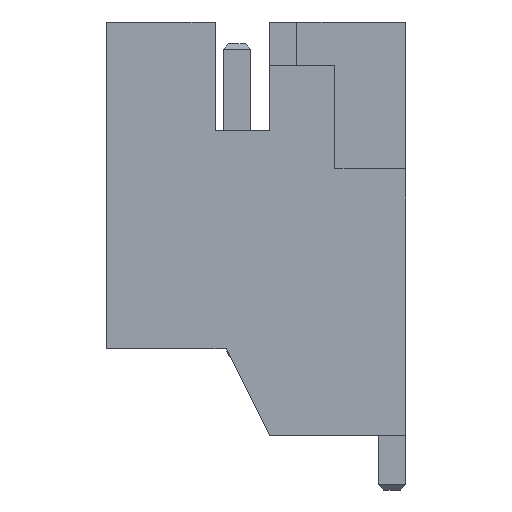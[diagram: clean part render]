
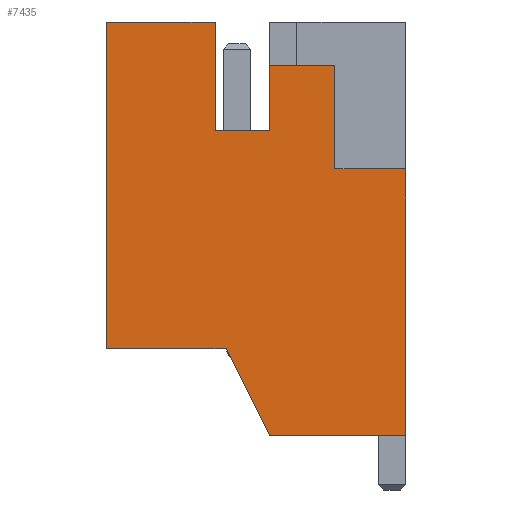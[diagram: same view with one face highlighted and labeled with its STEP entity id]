
A CAD part, left-side view. The second image highlights one B-rep face of the part: STEP entity #7435.
In plain terms, the highlighted planar face has unit normal (-1, 0, 0).
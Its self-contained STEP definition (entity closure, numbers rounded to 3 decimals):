
#229=FACE_OUTER_BOUND('',#651,.T.);
#651=EDGE_LOOP('',(#4967,#4968,#4969,#4970,#4971,#4972,#4973,#4974,#4975,
#4976,#4977,#4978));
#1081=LINE('',#10427,#2077);
#1085=LINE('',#10434,#2081);
#1091=LINE('',#10448,#2087);
#1110=LINE('',#10485,#2106);
#1138=LINE('',#10540,#2134);
#1144=LINE('',#10551,#2140);
#1146=LINE('',#10555,#2142);
#1148=LINE('',#10558,#2144);
#1149=LINE('',#10562,#2145);
#1150=LINE('',#10564,#2146);
#1151=LINE('',#10566,#2147);
#1152=LINE('',#10567,#2148);
#2077=VECTOR('',#8391,10.);
#2081=VECTOR('',#8397,10.);
#2087=VECTOR('',#8407,10.);
#2106=VECTOR('',#8434,10.);
#2134=VECTOR('',#8474,10.);
#2140=VECTOR('',#8482,10.);
#2142=VECTOR('',#8486,10.);
#2144=VECTOR('',#8490,10.);
#2145=VECTOR('',#8495,10.);
#2146=VECTOR('',#8496,10.);
#2147=VECTOR('',#8497,10.);
#2148=VECTOR('',#8498,10.);
#3073=VERTEX_POINT('',#10424);
#3074=VERTEX_POINT('',#10426);
#3076=VERTEX_POINT('',#10432);
#3082=VERTEX_POINT('',#10447);
#3096=VERTEX_POINT('',#10483);
#3116=VERTEX_POINT('',#10537);
#3117=VERTEX_POINT('',#10539);
#3121=VERTEX_POINT('',#10549);
#3122=VERTEX_POINT('',#10553);
#3123=VERTEX_POINT('',#10561);
#3124=VERTEX_POINT('',#10563);
#3125=VERTEX_POINT('',#10565);
#3769=EDGE_CURVE('',#3074,#3073,#1081,.T.);
#3773=EDGE_CURVE('',#3073,#3076,#1085,.T.);
#3779=EDGE_CURVE('',#3082,#3074,#1091,.T.);
#3798=EDGE_CURVE('',#3076,#3096,#1110,.T.);
#3826=EDGE_CURVE('',#3117,#3116,#1138,.T.);
#3832=EDGE_CURVE('',#3116,#3121,#1144,.T.);
#3834=EDGE_CURVE('',#3121,#3122,#1146,.T.);
#3836=EDGE_CURVE('',#3122,#3082,#1148,.T.);
#3837=EDGE_CURVE('',#3096,#3123,#1149,.T.);
#3838=EDGE_CURVE('',#3123,#3124,#1150,.T.);
#3839=EDGE_CURVE('',#3124,#3125,#1151,.T.);
#3840=EDGE_CURVE('',#3125,#3117,#1152,.T.);
#4967=ORIENTED_EDGE('',*,*,#3773,.T.);
#4968=ORIENTED_EDGE('',*,*,#3798,.T.);
#4969=ORIENTED_EDGE('',*,*,#3837,.T.);
#4970=ORIENTED_EDGE('',*,*,#3838,.T.);
#4971=ORIENTED_EDGE('',*,*,#3839,.T.);
#4972=ORIENTED_EDGE('',*,*,#3840,.T.);
#4973=ORIENTED_EDGE('',*,*,#3826,.T.);
#4974=ORIENTED_EDGE('',*,*,#3832,.T.);
#4975=ORIENTED_EDGE('',*,*,#3834,.T.);
#4976=ORIENTED_EDGE('',*,*,#3836,.T.);
#4977=ORIENTED_EDGE('',*,*,#3779,.T.);
#4978=ORIENTED_EDGE('',*,*,#3769,.T.);
#7061=PLANE('',#7885);
#7435=ADVANCED_FACE('',(#229),#7061,.T.);
#7885=AXIS2_PLACEMENT_3D('',#10560,#8493,#8494);
#8391=DIRECTION('',(0.,1.,0.));
#8397=DIRECTION('',(0.,0.,1.));
#8407=DIRECTION('',(0.,0.,-1.));
#8434=DIRECTION('',(0.,1.,0.));
#8474=DIRECTION('',(0.,0.,1.));
#8482=DIRECTION('',(0.,1.,0.));
#8486=DIRECTION('',(0.,0.,1.));
#8490=DIRECTION('',(0.,1.,0.));
#8493=DIRECTION('center_axis',(-1.,0.,0.));
#8494=DIRECTION('ref_axis',(0.,0.,1.));
#8495=DIRECTION('',(0.,0.,-1.));
#8496=DIRECTION('',(0.,-1.,0.));
#8497=DIRECTION('',(0.,-0.447,-0.894));
#8498=DIRECTION('',(0.,-1.,0.));
#10424=CARTESIAN_POINT('',(-13.95,3.5,-2.));
#10426=CARTESIAN_POINT('',(-13.95,2.5,-2.));
#10427=CARTESIAN_POINT('',(-13.95,3.125,-2.));
#10432=CARTESIAN_POINT('',(-13.95,3.5,0.));
#10434=CARTESIAN_POINT('',(-13.95,3.5,-1.5));
#10447=CARTESIAN_POINT('',(-13.95,2.5,-0.8));
#10448=CARTESIAN_POINT('',(-13.95,2.5,-2.5));
#10483=CARTESIAN_POINT('',(-13.95,5.5,0.));
#10485=CARTESIAN_POINT('',(-13.95,0.,0.));
#10537=CARTESIAN_POINT('',(-13.95,0.,-2.7));
#10539=CARTESIAN_POINT('',(-13.95,0.,-7.6));
#10540=CARTESIAN_POINT('',(-13.95,0.,-7.6));
#10549=CARTESIAN_POINT('',(-13.95,1.3,-2.7));
#10551=CARTESIAN_POINT('',(-13.95,2.025,-2.7));
#10553=CARTESIAN_POINT('',(-13.95,1.3,-0.8));
#10555=CARTESIAN_POINT('',(-13.95,1.3,-1.9));
#10558=CARTESIAN_POINT('',(-13.95,2.625,-0.8));
#10560=CARTESIAN_POINT('Origin',(-13.95,2.75,-3.));
#10561=CARTESIAN_POINT('',(-13.95,5.5,-6.));
#10562=CARTESIAN_POINT('',(-13.95,5.5,0.));
#10563=CARTESIAN_POINT('',(-13.95,3.3,-6.));
#10564=CARTESIAN_POINT('',(-13.95,5.5,-6.));
#10565=CARTESIAN_POINT('',(-13.95,2.5,-7.6));
#10566=CARTESIAN_POINT('',(-13.95,3.3,-6.));
#10567=CARTESIAN_POINT('',(-13.95,2.5,-7.6));
